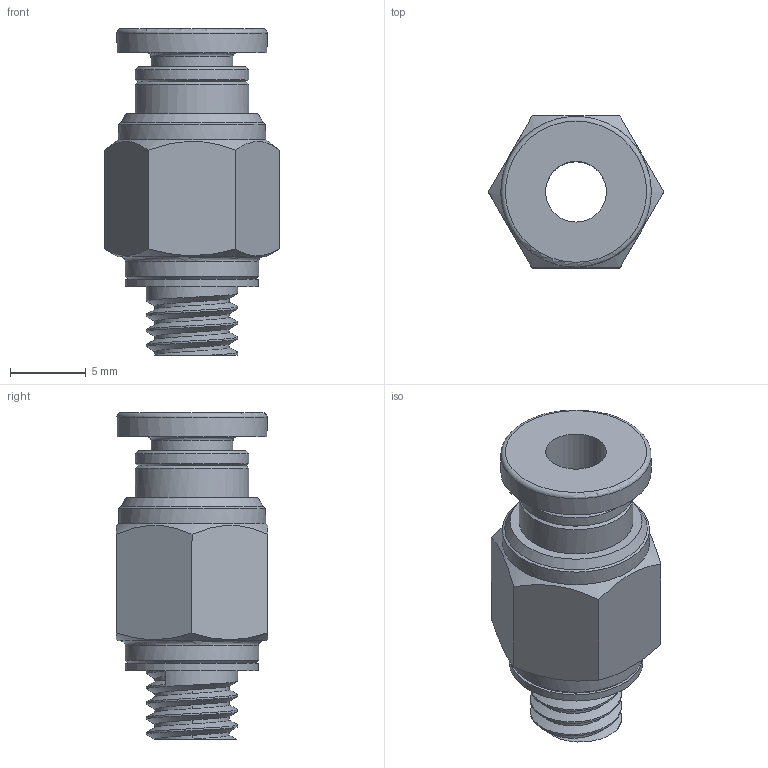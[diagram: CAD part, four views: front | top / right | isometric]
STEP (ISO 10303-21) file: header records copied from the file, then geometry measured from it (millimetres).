
FILE_DESCRIPTION(/* description */ (''),/* implementation_level */ '2;1');
FILE_NAME(/* name */ 'model.step',/* time_stamp */ '2024-05-09T14:07:42-07:00',/* author */ (''),/* organization */ (''),/* preprocessor_version */ 'ST-DEVELOPER v20',/* originating_system */ 'Autodesk Translation Framework v12.20.1.177',/* authorisation */ '');
FILE_SCHEMA (('AUTOMOTIVE_DESIGN { 1 0 10303 214 3 1 1 }'));
Length unit declared in the file: millimetre
Products named in the file (2): (Unsaved); PC4-M6_Collet
Assembly tree (1 placements, depth 2):
  (Unsaved)
    PC4-M6_Collet
Bounding box: 11.55 x 10 x 21.5 mm (x, y, z)
Volume: 1018.6 mm3; surface area: 1130.2 mm2
Topology: 1 solids, 1 shells, 46 faces, 114 edges, 76 vertices
Faces by surface type: cylinder 17, plane 16, cone 8, torus 3, bspline 2
Full cylindrical faces by diameter (mm): 4 x1, 4.917 x3, 5.4 x1, 6 x3, 7.5 x2, 8.8 x2, 9.7 x1, 9.9 x1
Entity records: 3481 total; most frequent: CARTESIAN_POINT 2367, ORIENTED_EDGE 228, DIRECTION 209, EDGE_CURVE 114, AXIS2_PLACEMENT_3D 86, VERTEX_POINT 76, EDGE_LOOP 54, FACE_OUTER_BOUND 46
